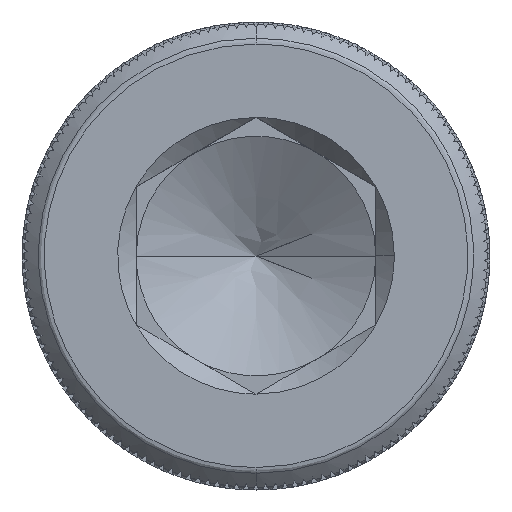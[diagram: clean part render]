
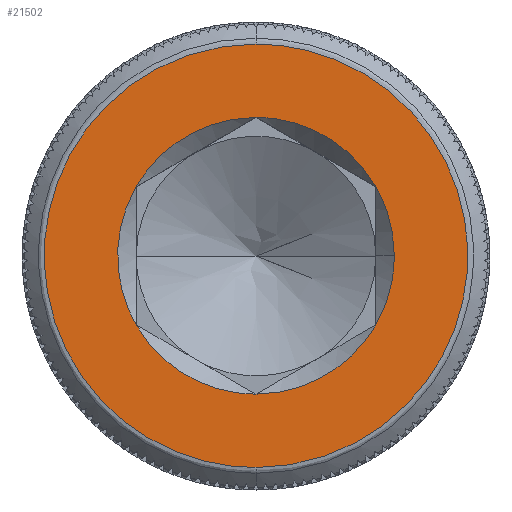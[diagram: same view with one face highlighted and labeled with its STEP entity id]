
A CAD part, top view. The second image highlights one B-rep face of the part: STEP entity #21502.
In plain terms, the highlighted free-form (B-spline) face has degree [1, 1] with [2, 2] control points.
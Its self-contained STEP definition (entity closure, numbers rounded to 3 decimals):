
#3789 = EDGE_CURVE('',#3790,#3792,#3794,.T.);
#3790 = VERTEX_POINT('',#3791);
#3791 = CARTESIAN_POINT('',(1.254,0.,
    12.882));
#3792 = VERTEX_POINT('',#3793);
#3793 = CARTESIAN_POINT('',(1.086,0.627,
    12.882));
#3794 = ( BOUNDED_CURVE() B_SPLINE_CURVE(2,(#3795,#3796,#3797),
.UNSPECIFIED.,.F.,.F.) B_SPLINE_CURVE_WITH_KNOTS((3,3),(0.,
0.524),.PIECEWISE_BEZIER_KNOTS.) CURVE() 
GEOMETRIC_REPRESENTATION_ITEM() RATIONAL_B_SPLINE_CURVE((1.,
0.966,1.)) REPRESENTATION_ITEM('') );
#3795 = CARTESIAN_POINT('',(1.254,0.,
    12.882));
#3796 = CARTESIAN_POINT('',(1.254,0.336,
    12.882));
#3797 = CARTESIAN_POINT('',(1.086,0.627,
    12.882));
#5821 = VERTEX_POINT('',#5822);
#5822 = CARTESIAN_POINT('',(0.,1.92,
    12.882));
#5828 = EDGE_CURVE('',#5829,#5821,#5831,.T.);
#5829 = VERTEX_POINT('',#5830);
#5830 = CARTESIAN_POINT('',(0.,-1.92,12.882));
#5831 = ( BOUNDED_CURVE() B_SPLINE_CURVE(2,(#5832,#5833,#5834,#5835,
#5836),.UNSPECIFIED.,.F.,.F.) B_SPLINE_CURVE_WITH_KNOTS((3,2,3),(0.,
1.571,3.142),.PIECEWISE_BEZIER_KNOTS.) CURVE() 
GEOMETRIC_REPRESENTATION_ITEM() RATIONAL_B_SPLINE_CURVE((1.,
0.707,1.,0.707,1.)) REPRESENTATION_ITEM('') );
#5832 = CARTESIAN_POINT('',(0.,-1.92,12.882));
#5833 = CARTESIAN_POINT('',(1.92,-1.92,
    12.882));
#5834 = CARTESIAN_POINT('',(1.92,0.,
    12.882));
#5835 = CARTESIAN_POINT('',(1.92,1.92,
    12.882));
#5836 = CARTESIAN_POINT('',(0.,1.92,
    12.882));
#21502 = ADVANCED_FACE('',(#21503,#21552),#21563,.F.);
#21503 = FACE_BOUND('',#21504,.T.);
#21504 = EDGE_LOOP('',(#21505,#21515,#21521,#21522,#21530,#21538,#21546)
  );
#21505 = ORIENTED_EDGE('',*,*,#21506,.F.);
#21506 = EDGE_CURVE('',#21507,#21509,#21511,.T.);
#21507 = VERTEX_POINT('',#21508);
#21508 = CARTESIAN_POINT('',(0.,1.254,
    12.882));
#21509 = VERTEX_POINT('',#21510);
#21510 = CARTESIAN_POINT('',(-1.086,0.627,
    12.882));
#21511 = ( BOUNDED_CURVE() B_SPLINE_CURVE(2,(#21512,#21513,#21514),
.UNSPECIFIED.,.F.,.F.) B_SPLINE_CURVE_WITH_KNOTS((3,3),(1.571,
2.618),.PIECEWISE_BEZIER_KNOTS.) CURVE() 
GEOMETRIC_REPRESENTATION_ITEM() RATIONAL_B_SPLINE_CURVE((1.,
0.866,1.)) REPRESENTATION_ITEM('') );
#21512 = CARTESIAN_POINT('',(0.,1.254,
    12.882));
#21513 = CARTESIAN_POINT('',(-0.724,1.254,
    12.882));
#21514 = CARTESIAN_POINT('',(-1.086,0.627,
    12.882));
#21515 = ORIENTED_EDGE('',*,*,#21516,.F.);
#21516 = EDGE_CURVE('',#3792,#21507,#21517,.T.);
#21517 = ( BOUNDED_CURVE() B_SPLINE_CURVE(2,(#21518,#21519,#21520),
.UNSPECIFIED.,.F.,.F.) B_SPLINE_CURVE_WITH_KNOTS((3,3),(0.524,
1.571),.PIECEWISE_BEZIER_KNOTS.) CURVE() 
GEOMETRIC_REPRESENTATION_ITEM() RATIONAL_B_SPLINE_CURVE((1.,
0.866,1.)) REPRESENTATION_ITEM('') );
#21518 = CARTESIAN_POINT('',(1.086,0.627,
    12.882));
#21519 = CARTESIAN_POINT('',(0.724,1.254,
    12.882));
#21520 = CARTESIAN_POINT('',(0.,1.254,
    12.882));
#21521 = ORIENTED_EDGE('',*,*,#3789,.F.);
#21522 = ORIENTED_EDGE('',*,*,#21523,.F.);
#21523 = EDGE_CURVE('',#21524,#3790,#21526,.T.);
#21524 = VERTEX_POINT('',#21525);
#21525 = CARTESIAN_POINT('',(1.086,-0.627,
    12.882));
#21526 = ( BOUNDED_CURVE() B_SPLINE_CURVE(2,(#21527,#21528,#21529),
.UNSPECIFIED.,.F.,.F.) B_SPLINE_CURVE_WITH_KNOTS((3,3),(5.76,
6.283),.PIECEWISE_BEZIER_KNOTS.) CURVE() 
GEOMETRIC_REPRESENTATION_ITEM() RATIONAL_B_SPLINE_CURVE((1.,
0.966,1.)) REPRESENTATION_ITEM('') );
#21527 = CARTESIAN_POINT('',(1.086,-0.627,
    12.882));
#21528 = CARTESIAN_POINT('',(1.254,-0.336,
    12.882));
#21529 = CARTESIAN_POINT('',(1.254,0.,
    12.882));
#21530 = ORIENTED_EDGE('',*,*,#21531,.F.);
#21531 = EDGE_CURVE('',#21532,#21524,#21534,.T.);
#21532 = VERTEX_POINT('',#21533);
#21533 = CARTESIAN_POINT('',(0.,-1.254,
    12.882));
#21534 = ( BOUNDED_CURVE() B_SPLINE_CURVE(2,(#21535,#21536,#21537),
.UNSPECIFIED.,.F.,.F.) B_SPLINE_CURVE_WITH_KNOTS((3,3),(4.712,
5.76),.PIECEWISE_BEZIER_KNOTS.) CURVE() 
GEOMETRIC_REPRESENTATION_ITEM() RATIONAL_B_SPLINE_CURVE((1.,
0.866,1.)) REPRESENTATION_ITEM('') );
#21535 = CARTESIAN_POINT('',(0.,-1.254,
    12.882));
#21536 = CARTESIAN_POINT('',(0.724,-1.254,
    12.882));
#21537 = CARTESIAN_POINT('',(1.086,-0.627,
    12.882));
#21538 = ORIENTED_EDGE('',*,*,#21539,.F.);
#21539 = EDGE_CURVE('',#21540,#21532,#21542,.T.);
#21540 = VERTEX_POINT('',#21541);
#21541 = CARTESIAN_POINT('',(-1.086,-0.627,
    12.882));
#21542 = ( BOUNDED_CURVE() B_SPLINE_CURVE(2,(#21543,#21544,#21545),
.UNSPECIFIED.,.F.,.F.) B_SPLINE_CURVE_WITH_KNOTS((3,3),(3.665,
4.712),.PIECEWISE_BEZIER_KNOTS.) CURVE() 
GEOMETRIC_REPRESENTATION_ITEM() RATIONAL_B_SPLINE_CURVE((1.,
0.866,1.)) REPRESENTATION_ITEM('') );
#21543 = CARTESIAN_POINT('',(-1.086,-0.627,
    12.882));
#21544 = CARTESIAN_POINT('',(-0.724,-1.254,
    12.882));
#21545 = CARTESIAN_POINT('',(0.,-1.254,
    12.882));
#21546 = ORIENTED_EDGE('',*,*,#21547,.F.);
#21547 = EDGE_CURVE('',#21509,#21540,#21548,.T.);
#21548 = ( BOUNDED_CURVE() B_SPLINE_CURVE(2,(#21549,#21550,#21551),
.UNSPECIFIED.,.F.,.F.) B_SPLINE_CURVE_WITH_KNOTS((3,3),(2.618,
3.665),.PIECEWISE_BEZIER_KNOTS.) CURVE() 
GEOMETRIC_REPRESENTATION_ITEM() RATIONAL_B_SPLINE_CURVE((1.,
0.866,1.)) REPRESENTATION_ITEM('') );
#21549 = CARTESIAN_POINT('',(-1.086,0.627,
    12.882));
#21550 = CARTESIAN_POINT('',(-1.448,0.,
    12.882));
#21551 = CARTESIAN_POINT('',(-1.086,-0.627,
    12.882));
#21552 = FACE_BOUND('',#21553,.T.);
#21553 = EDGE_LOOP('',(#21554,#21555));
#21554 = ORIENTED_EDGE('',*,*,#5828,.T.);
#21555 = ORIENTED_EDGE('',*,*,#21556,.T.);
#21556 = EDGE_CURVE('',#5821,#5829,#21557,.T.);
#21557 = ( BOUNDED_CURVE() B_SPLINE_CURVE(2,(#21558,#21559,#21560,#21561
,#21562),.UNSPECIFIED.,.F.,.F.) B_SPLINE_CURVE_WITH_KNOTS((3,2,3),(
    3.142,4.712,6.283),
.PIECEWISE_BEZIER_KNOTS.) CURVE() GEOMETRIC_REPRESENTATION_ITEM() 
RATIONAL_B_SPLINE_CURVE((1.,0.707,1.,0.707,1.)) 
REPRESENTATION_ITEM('') );
#21558 = CARTESIAN_POINT('',(0.,1.92,
    12.882));
#21559 = CARTESIAN_POINT('',(-1.92,1.92,
    12.882));
#21560 = CARTESIAN_POINT('',(-1.92,0.,
    12.882));
#21561 = CARTESIAN_POINT('',(-1.92,-1.92,
    12.882));
#21562 = CARTESIAN_POINT('',(0.,-1.92,
    12.882));
#21563 = B_SPLINE_SURFACE_WITH_KNOTS('',1,1,(
    (#21564,#21565)
    ,(#21566,#21567
    )),.UNSPECIFIED.,.F.,.F.,.F.,(2,2),(2,2),(-4.209,
    0.),(-2.104,2.104),
  .PIECEWISE_BEZIER_KNOTS.);
#21564 = CARTESIAN_POINT('',(-1.92,-1.92,
    12.882));
#21565 = CARTESIAN_POINT('',(1.92,-1.92,
    12.882));
#21566 = CARTESIAN_POINT('',(-1.92,1.92,
    12.882));
#21567 = CARTESIAN_POINT('',(1.92,1.92,
    12.882));
